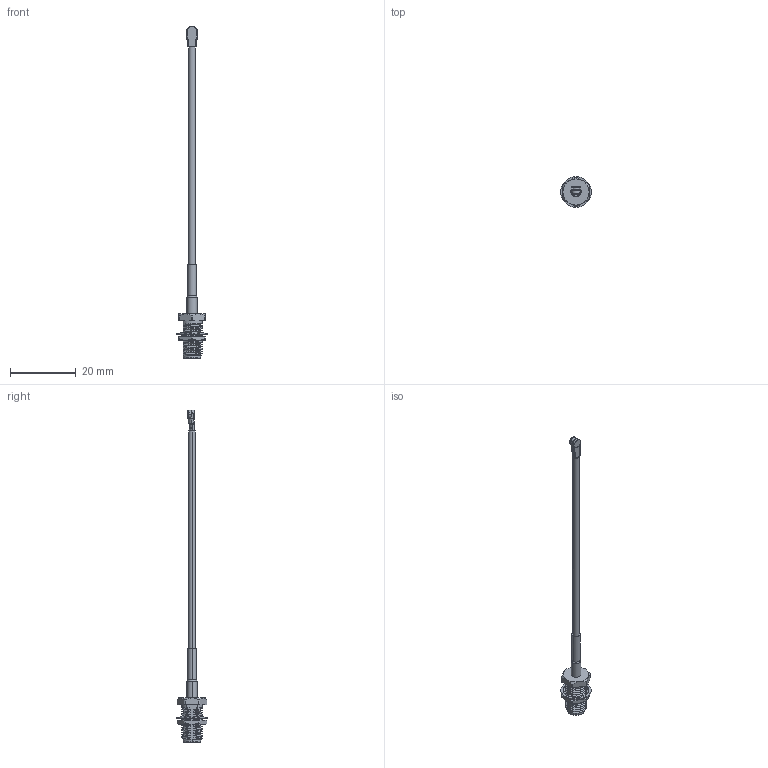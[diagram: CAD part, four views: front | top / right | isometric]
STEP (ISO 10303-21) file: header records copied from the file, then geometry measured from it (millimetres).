
FILE_DESCRIPTION (( 'STEP AP203' ), '1' );
FILE_NAME ('PE3CA1005.step', '2018-06-13T15:09:42', ( '' ), ( '' ), 'SwSTEP 2.0', 'SolidWorks 2017', '' );
FILE_SCHEMA (( 'CONFIG_CONTROL_DESIGN' ));
Length unit declared in the file: inch
Products named in the file (5): PE3CA1005; HeatShrink^PE3CA1005; Coax Cable_.81mm; SMA Female Bulkhead; UMCX 2.1 Plug ^PE3CA1005
Assembly tree (4 placements, depth 2):
  PE3CA1005
    Coax Cable_.81mm
    UMCX 2.1 Plug ^PE3CA1005
    SMA Female Bulkhead
    HeatShrink^PE3CA1005
Bounding box: 9.4 x 9.4 x 101 mm (x, y, z)
Volume: 804.3 mm3; surface area: 1564.7 mm2
Topology: 8 solids, 8 shells, 354 faces, 998 edges, 667 vertices
Faces by surface type: cylinder 126, plane 108, bspline 86, cone 32, torus 2
Entity records: 28918 total; most frequent: CARTESIAN_POINT 20018, ORIENTED_EDGE 1996, DIRECTION 1477, EDGE_CURVE 998, VERTEX_POINT 667, AXIS2_PLACEMENT_3D 548, VECTOR 381, LINE 381
